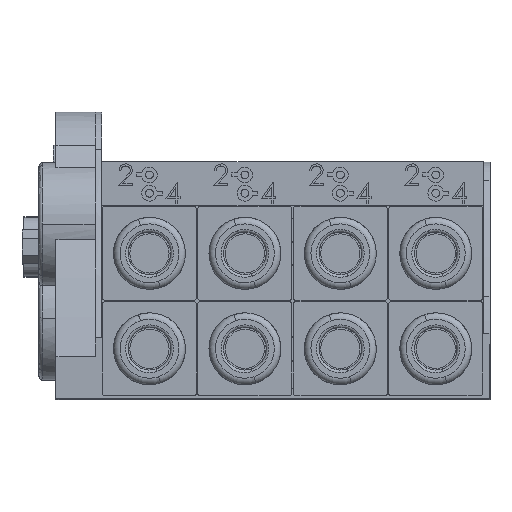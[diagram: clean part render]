
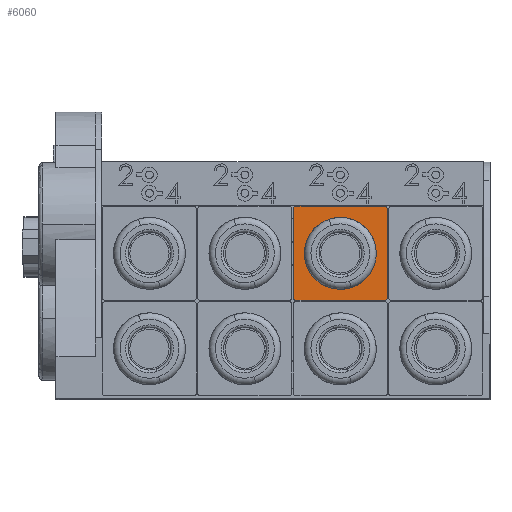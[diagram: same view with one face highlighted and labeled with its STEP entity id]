
A CAD part, top view. The second image highlights one B-rep face of the part: STEP entity #6060.
In plain terms, the highlighted planar face has unit normal (0, 0, 1).
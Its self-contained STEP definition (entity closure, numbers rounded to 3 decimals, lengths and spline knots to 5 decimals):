
#646 = VECTOR ( 'NONE', #16739, 39.37008 ) ;
#1109 = CARTESIAN_POINT ( 'NONE',  ( 1.85236, 0.87402, 3.57283 ) ) ;
#1823 = EDGE_CURVE ( 'NONE', #31946, #39565, #32522, .T. ) ;
#1855 = DIRECTION ( 'NONE',  ( 0., 1., 0. ) ) ;
#3616 = CARTESIAN_POINT ( 'NONE',  ( 1.7126, 0.87402, 3.57283 ) ) ;
#6060 = ADVANCED_FACE ( 'NONE', ( #66363, #16992 ), #55590, .T. ) ;
#6538 = CARTESIAN_POINT ( 'NONE',  ( 1.7126, 0.87402, 3.57283 ) ) ;
#7954 = ORIENTED_EDGE ( 'NONE', *, *, #9706, .T. ) ;
#8568 = ORIENTED_EDGE ( 'NONE', *, *, #12228, .T. ) ;
#9603 = ORIENTED_EDGE ( 'NONE', *, *, #17729, .T. ) ;
#9706 = EDGE_CURVE ( 'NONE', #39908, #38001, #55882, .T. ) ;
#10930 = EDGE_LOOP ( 'NONE', ( #26927, #7954 ) ) ;
#11000 = CIRCLE ( 'NONE', #15290, 0.13976 ) ;
#11112 = CARTESIAN_POINT ( 'NONE',  ( 1.57283, 0.87402, 3.57283 ) ) ;
#12228 = EDGE_CURVE ( 'NONE', #23864, #31946, #25862, .T. ) ;
#13229 = CIRCLE ( 'NONE', #31479, 0.3937 ) ;
#13497 = CARTESIAN_POINT ( 'NONE',  ( 1.43938, 0.59055, 3.57283 ) ) ;
#13874 = CARTESIAN_POINT ( 'NONE',  ( 1.42913, 0.6008, 3.57283 ) ) ;
#13878 = AXIS2_PLACEMENT_3D ( 'NONE', #6538, #60064, #59384 ) ;
#14087 = CIRCLE ( 'NONE', #23733, 0.3937 ) ;
#14548 = DIRECTION ( 'NONE',  ( 1., 0., 0. ) ) ;
#15164 = EDGE_CURVE ( 'NONE', #47825, #30385, #50218, .T. ) ;
#15290 = AXIS2_PLACEMENT_3D ( 'NONE', #57276, #21490, #62010 ) ;
#16739 = DIRECTION ( 'NONE',  ( 1., 0., 0. ) ) ;
#16915 = EDGE_CURVE ( 'NONE', #31284, #47825, #14087, .T. ) ;
#16992 = FACE_OUTER_BOUND ( 'NONE', #28611, .T. ) ;
#17729 = EDGE_CURVE ( 'NONE', #59509, #31284, #60927, .T. ) ;
#18130 = VECTOR ( 'NONE', #1855, 39.37008 ) ;
#19136 = ORIENTED_EDGE ( 'NONE', *, *, #15164, .T. ) ;
#20223 = VERTEX_POINT ( 'NONE', #13497 ) ;
#21490 = DIRECTION ( 'NONE',  ( 0., 0., -1. ) ) ;
#22444 = CARTESIAN_POINT ( 'NONE',  ( 1.43938, 0.59055, 3.57283 ) ) ;
#23733 = AXIS2_PLACEMENT_3D ( 'NONE', #60754, #65799, #14548 ) ;
#23814 = DIRECTION ( 'NONE',  ( 0., 0., 1. ) ) ;
#23864 = VERTEX_POINT ( 'NONE', #65256 ) ;
#23936 = CARTESIAN_POINT ( 'NONE',  ( 1.99606, 0.6008, 3.57283 ) ) ;
#24227 = ORIENTED_EDGE ( 'NONE', *, *, #16915, .T. ) ;
#24803 = EDGE_CURVE ( 'NONE', #38001, #39908, #11000, .T. ) ;
#24874 = DIRECTION ( 'NONE',  ( 0., 0., 1. ) ) ;
#25862 = CIRCLE ( 'NONE', #32464, 0.3937 ) ;
#26927 = ORIENTED_EDGE ( 'NONE', *, *, #24803, .T. ) ;
#27522 = LINE ( 'NONE', #22444, #646 ) ;
#28222 = EDGE_CURVE ( 'NONE', #20223, #23864, #27522, .T. ) ;
#28611 = EDGE_LOOP ( 'NONE', ( #19136, #35412, #33219, #8568, #64594, #47551, #9603, #24227 ) ) ;
#28701 = CARTESIAN_POINT ( 'NONE',  ( 1.99606, 1.14723, 3.57283 ) ) ;
#29441 = CARTESIAN_POINT ( 'NONE',  ( 1.7126, 0.87402, 3.57283 ) ) ;
#29564 = DIRECTION ( 'NONE',  ( 1., 0., 0. ) ) ;
#30264 = CARTESIAN_POINT ( 'NONE',  ( 1.7126, 0.87402, 3.57283 ) ) ;
#30385 = VERTEX_POINT ( 'NONE', #13874 ) ;
#31284 = VERTEX_POINT ( 'NONE', #42546 ) ;
#31479 = AXIS2_PLACEMENT_3D ( 'NONE', #29441, #33810, #55412 ) ;
#31946 = VERTEX_POINT ( 'NONE', #23936 ) ;
#32046 = AXIS2_PLACEMENT_3D ( 'NONE', #3616, #23814, #29564 ) ;
#32464 = AXIS2_PLACEMENT_3D ( 'NONE', #30264, #45456, #46428 ) ;
#32522 = LINE ( 'NONE', #58510, #18130 ) ;
#33219 = ORIENTED_EDGE ( 'NONE', *, *, #28222, .T. ) ;
#33810 = DIRECTION ( 'NONE',  ( 0., 0., 1. ) ) ;
#34338 = EDGE_CURVE ( 'NONE', #30385, #20223, #13229, .T. ) ;
#34695 = CARTESIAN_POINT ( 'NONE',  ( 1.42913, 1.14723, 3.57283 ) ) ;
#35412 = ORIENTED_EDGE ( 'NONE', *, *, #34338, .T. ) ;
#37385 = CIRCLE ( 'NONE', #32046, 0.3937 ) ;
#38001 = VERTEX_POINT ( 'NONE', #1109 ) ;
#39565 = VERTEX_POINT ( 'NONE', #28701 ) ;
#39908 = VERTEX_POINT ( 'NONE', #11112 ) ;
#40619 = AXIS2_PLACEMENT_3D ( 'NONE', #56242, #24874, #61304 ) ;
#41767 = EDGE_CURVE ( 'NONE', #39565, #59509, #37385, .T. ) ;
#42085 = VECTOR ( 'NONE', #56169, 39.37008 ) ;
#42546 = CARTESIAN_POINT ( 'NONE',  ( 1.43938, 1.15748, 3.57283 ) ) ;
#44815 = DIRECTION ( 'NONE',  ( 0., -1., 0. ) ) ;
#45456 = DIRECTION ( 'NONE',  ( 0., 0., 1. ) ) ;
#46428 = DIRECTION ( 'NONE',  ( 1., 0., 0. ) ) ;
#47551 = ORIENTED_EDGE ( 'NONE', *, *, #41767, .T. ) ;
#47825 = VERTEX_POINT ( 'NONE', #34695 ) ;
#50218 = LINE ( 'NONE', #54613, #56448 ) ;
#52969 = CARTESIAN_POINT ( 'NONE',  ( 1.98582, 1.15748, 3.57283 ) ) ;
#54613 = CARTESIAN_POINT ( 'NONE',  ( 1.42913, 1.14723, 3.57283 ) ) ;
#55412 = DIRECTION ( 'NONE',  ( 1., 0., 0. ) ) ;
#55590 = PLANE ( 'NONE',  #40619 ) ;
#55882 = CIRCLE ( 'NONE', #13878, 0.13976 ) ;
#56169 = DIRECTION ( 'NONE',  ( -1., 0., 0. ) ) ;
#56242 = CARTESIAN_POINT ( 'NONE',  ( 1.7126, 0.87402, 3.57283 ) ) ;
#56448 = VECTOR ( 'NONE', #44815, 39.37008 ) ;
#57276 = CARTESIAN_POINT ( 'NONE',  ( 1.7126, 0.87402, 3.57283 ) ) ;
#58510 = CARTESIAN_POINT ( 'NONE',  ( 1.99606, 0.6008, 3.57283 ) ) ;
#59384 = DIRECTION ( 'NONE',  ( 1., 0., 0. ) ) ;
#59509 = VERTEX_POINT ( 'NONE', #52969 ) ;
#60064 = DIRECTION ( 'NONE',  ( 0., 0., -1. ) ) ;
#60754 = CARTESIAN_POINT ( 'NONE',  ( 1.7126, 0.87402, 3.57283 ) ) ;
#60927 = LINE ( 'NONE', #61570, #42085 ) ;
#61304 = DIRECTION ( 'NONE',  ( 1., 0., 0. ) ) ;
#61570 = CARTESIAN_POINT ( 'NONE',  ( 1.98582, 1.15748, 3.57283 ) ) ;
#62010 = DIRECTION ( 'NONE',  ( 1., 0., 0. ) ) ;
#64594 = ORIENTED_EDGE ( 'NONE', *, *, #1823, .T. ) ;
#65256 = CARTESIAN_POINT ( 'NONE',  ( 1.98582, 0.59055, 3.57283 ) ) ;
#65799 = DIRECTION ( 'NONE',  ( 0., 0., 1. ) ) ;
#66363 = FACE_BOUND ( 'NONE', #10930, .T. ) ;
